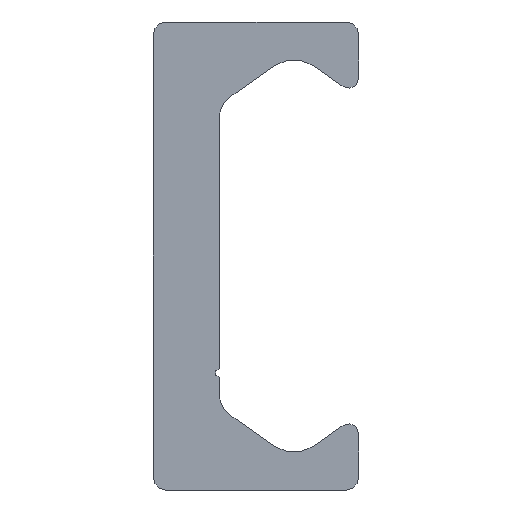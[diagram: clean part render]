
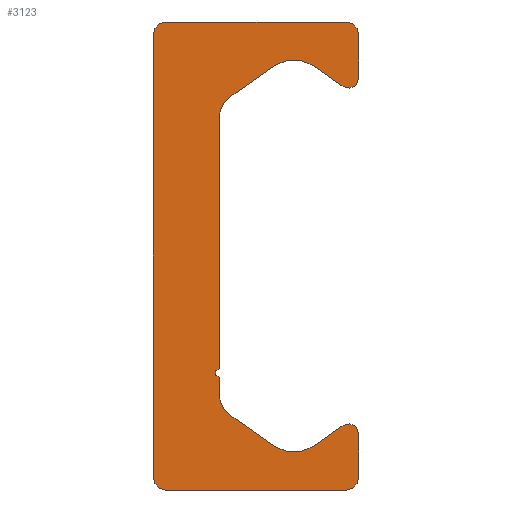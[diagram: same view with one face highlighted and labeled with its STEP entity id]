
A CAD part, left-side view. The second image highlights one B-rep face of the part: STEP entity #3123.
In plain terms, the highlighted planar face has unit normal (-1, 0, 0).
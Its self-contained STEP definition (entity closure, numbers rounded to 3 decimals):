
#2148=CARTESIAN_POINT('',(0.0,5.4,-14.));
#2149=VERTEX_POINT('',#2148);
#2156=CARTESIAN_POINT('',(0.0,6.15,-13.25));
#2157=VERTEX_POINT('',#2156);
#2158=CARTESIAN_POINT('',(0.0,5.4,-13.25));
#2159=DIRECTION('',(1.0,0.0,0.0));
#2160=DIRECTION('',(0.0,0.0,-1.0));
#2161=AXIS2_PLACEMENT_3D('',#2158,#2159,#2160);
#2162=CIRCLE('',#2161,0.75);
#2163=EDGE_CURVE('',#2149,#2157,#2162,.T.);
#2187=CARTESIAN_POINT('',(0.0,-5.4,-14.));
#2188=VERTEX_POINT('',#2187);
#2195=CARTESIAN_POINT('',(0.0,-5.4,-14.));
#2196=DIRECTION('',(0.0,1.0,0.0));
#2197=VECTOR('',#2196,10.8);
#2198=LINE('',#2195,#2197);
#2199=EDGE_CURVE('',#2188,#2149,#2198,.T.);
#2219=CARTESIAN_POINT('',(0.0,-6.15,-13.25));
#2220=VERTEX_POINT('',#2219);
#2227=CARTESIAN_POINT('',(0.0,-5.4,-13.25));
#2228=DIRECTION('',(1.0,0.0,0.0));
#2229=DIRECTION('',(0.0,-1.0,0.0));
#2230=AXIS2_PLACEMENT_3D('',#2227,#2228,#2229);
#2231=CIRCLE('',#2230,0.75);
#2232=EDGE_CURVE('',#2220,#2188,#2231,.T.);
#2251=CARTESIAN_POINT('',(0.0,-6.15,-10.63));
#2252=VERTEX_POINT('',#2251);
#2259=CARTESIAN_POINT('',(0.0,-6.15,-10.63));
#2260=DIRECTION('',(0.0,0.0,-1.0));
#2261=VECTOR('',#2260,2.62);
#2262=LINE('',#2259,#2261);
#2263=EDGE_CURVE('',#2252,#2220,#2262,.T.);
#2283=CARTESIAN_POINT('',(0.0,-5.206,-10.139));
#2284=VERTEX_POINT('',#2283);
#2291=CARTESIAN_POINT('',(0.0,-5.55,-10.63));
#2292=DIRECTION('',(1.0,0.0,0.0));
#2293=DIRECTION('',(0.0,0.574,0.819));
#2294=AXIS2_PLACEMENT_3D('',#2291,#2292,#2293);
#2295=CIRCLE('',#2294,0.6);
#2296=EDGE_CURVE('',#2284,#2252,#2295,.T.);
#2315=CARTESIAN_POINT('',(0.0,-3.417,-11.391));
#2316=VERTEX_POINT('',#2315);
#2323=CARTESIAN_POINT('',(0.0,-3.417,-11.391));
#2324=DIRECTION('',(0.0,-0.819,0.574));
#2325=VECTOR('',#2324,2.184);
#2326=LINE('',#2323,#2325);
#2327=EDGE_CURVE('',#2316,#2284,#2326,.T.);
#2347=CARTESIAN_POINT('',(0.0,-1.123,-11.391));
#2348=VERTEX_POINT('',#2347);
#2355=CARTESIAN_POINT('',(0.0,-2.27,-9.753));
#2356=DIRECTION('',(-1.0,0.0,0.0));
#2357=DIRECTION('',(0.0,0.574,0.819));
#2358=AXIS2_PLACEMENT_3D('',#2355,#2356,#2357);
#2359=CIRCLE('',#2358,2.0);
#2360=EDGE_CURVE('',#2348,#2316,#2359,.T.);
#2379=CARTESIAN_POINT('',(0.0,1.56,-9.512));
#2380=VERTEX_POINT('',#2379);
#2387=CARTESIAN_POINT('',(0.0,1.56,-9.512));
#2388=DIRECTION('',(0.0,-0.819,-0.574));
#2389=VECTOR('',#2388,3.276);
#2390=LINE('',#2387,#2389);
#2391=EDGE_CURVE('',#2380,#2348,#2390,.T.);
#2411=CARTESIAN_POINT('',(0.0,2.2,-8.283));
#2412=VERTEX_POINT('',#2411);
#2419=CARTESIAN_POINT('',(0.0,0.7,-8.283));
#2420=DIRECTION('',(-1.0,0.0,0.0));
#2421=DIRECTION('',(0.0,-0.574,0.819));
#2422=AXIS2_PLACEMENT_3D('',#2419,#2420,#2421);
#2423=CIRCLE('',#2422,1.5);
#2424=EDGE_CURVE('',#2412,#2380,#2423,.T.);
#2443=CARTESIAN_POINT('',(0.0,2.2,-7.25));
#2444=VERTEX_POINT('',#2443);
#2451=CARTESIAN_POINT('',(0.0,2.2,-7.25));
#2452=DIRECTION('',(0.0,0.0,-1.0));
#2453=VECTOR('',#2452,1.033);
#2454=LINE('',#2451,#2453);
#2455=EDGE_CURVE('',#2444,#2412,#2454,.T.);
#2475=CARTESIAN_POINT('',(0.0,2.2,-6.75));
#2476=VERTEX_POINT('',#2475);
#2483=CARTESIAN_POINT('',(0.0,2.2,-7.));
#2484=DIRECTION('',(-1.0,0.0,0.0));
#2485=DIRECTION('',(0.0,0.0,1.0));
#2486=AXIS2_PLACEMENT_3D('',#2483,#2484,#2485);
#2487=CIRCLE('',#2486,0.25);
#2488=EDGE_CURVE('',#2476,#2444,#2487,.T.);
#2507=CARTESIAN_POINT('',(0.0,2.2,8.283));
#2508=VERTEX_POINT('',#2507);
#2515=CARTESIAN_POINT('',(0.0,2.2,8.283));
#2516=DIRECTION('',(0.0,0.0,-1.0));
#2517=VECTOR('',#2516,15.033);
#2518=LINE('',#2515,#2517);
#2519=EDGE_CURVE('',#2508,#2476,#2518,.T.);
#2668=CARTESIAN_POINT('',(0.0,1.56,9.512));
#2669=VERTEX_POINT('',#2668);
#2676=CARTESIAN_POINT('',(0.0,0.7,8.283));
#2677=DIRECTION('',(-1.0,0.0,0.0));
#2678=DIRECTION('',(0.0,-1.0,0.0));
#2679=AXIS2_PLACEMENT_3D('',#2676,#2677,#2678);
#2680=CIRCLE('',#2679,1.5);
#2681=EDGE_CURVE('',#2669,#2508,#2680,.T.);
#2700=CARTESIAN_POINT('',(0.0,-1.123,11.391));
#2701=VERTEX_POINT('',#2700);
#2708=CARTESIAN_POINT('',(0.0,-1.123,11.391));
#2709=DIRECTION('',(0.0,0.819,-0.574));
#2710=VECTOR('',#2709,3.276);
#2711=LINE('',#2708,#2710);
#2712=EDGE_CURVE('',#2701,#2669,#2711,.T.);
#2732=CARTESIAN_POINT('',(0.0,-3.417,11.391));
#2733=VERTEX_POINT('',#2732);
#2740=CARTESIAN_POINT('',(0.0,-2.27,9.753));
#2741=DIRECTION('',(-1.0,0.0,0.0));
#2742=DIRECTION('',(0.0,-0.574,-0.819));
#2743=AXIS2_PLACEMENT_3D('',#2740,#2741,#2742);
#2744=CIRCLE('',#2743,2.0);
#2745=EDGE_CURVE('',#2733,#2701,#2744,.T.);
#2764=CARTESIAN_POINT('',(0.0,-5.206,10.139));
#2765=VERTEX_POINT('',#2764);
#2772=CARTESIAN_POINT('',(0.0,-5.206,10.139));
#2773=DIRECTION('',(0.0,0.819,0.574));
#2774=VECTOR('',#2773,2.184);
#2775=LINE('',#2772,#2774);
#2776=EDGE_CURVE('',#2765,#2733,#2775,.T.);
#2796=CARTESIAN_POINT('',(0.0,-6.15,10.63));
#2797=VERTEX_POINT('',#2796);
#2804=CARTESIAN_POINT('',(0.0,-5.55,10.63));
#2805=DIRECTION('',(1.0,0.0,0.0));
#2806=DIRECTION('',(0.0,-1.0,0.0));
#2807=AXIS2_PLACEMENT_3D('',#2804,#2805,#2806);
#2808=CIRCLE('',#2807,0.6);
#2809=EDGE_CURVE('',#2797,#2765,#2808,.T.);
#2828=CARTESIAN_POINT('',(0.0,-6.15,13.25));
#2829=VERTEX_POINT('',#2828);
#2836=CARTESIAN_POINT('',(0.0,-6.15,13.25));
#2837=DIRECTION('',(0.0,0.0,-1.0));
#2838=VECTOR('',#2837,2.62);
#2839=LINE('',#2836,#2838);
#2840=EDGE_CURVE('',#2829,#2797,#2839,.T.);
#2860=CARTESIAN_POINT('',(0.0,-5.4,14.));
#2861=VERTEX_POINT('',#2860);
#2868=CARTESIAN_POINT('',(0.0,-5.4,13.25));
#2869=DIRECTION('',(1.0,0.0,0.0));
#2870=DIRECTION('',(0.0,0.0,1.0));
#2871=AXIS2_PLACEMENT_3D('',#2868,#2869,#2870);
#2872=CIRCLE('',#2871,0.75);
#2873=EDGE_CURVE('',#2861,#2829,#2872,.T.);
#2892=CARTESIAN_POINT('',(0.0,5.4,14.));
#2893=VERTEX_POINT('',#2892);
#2900=CARTESIAN_POINT('',(0.0,5.4,14.));
#2901=DIRECTION('',(0.0,-1.0,0.0));
#2902=VECTOR('',#2901,10.8);
#2903=LINE('',#2900,#2902);
#2904=EDGE_CURVE('',#2893,#2861,#2903,.T.);
#2924=CARTESIAN_POINT('',(0.0,6.15,13.25));
#2925=VERTEX_POINT('',#2924);
#2932=CARTESIAN_POINT('',(0.0,5.4,13.25));
#2933=DIRECTION('',(1.0,0.0,0.0));
#2934=DIRECTION('',(0.0,1.0,0.0));
#2935=AXIS2_PLACEMENT_3D('',#2932,#2933,#2934);
#2936=CIRCLE('',#2935,0.75);
#2937=EDGE_CURVE('',#2925,#2893,#2936,.T.);
#2955=CARTESIAN_POINT('',(0.0,6.15,-13.25));
#2956=DIRECTION('',(0.0,0.0,1.0));
#2957=VECTOR('',#2956,26.5);
#2958=LINE('',#2955,#2957);
#2959=EDGE_CURVE('',#2157,#2925,#2958,.T.);
#3094=CARTESIAN_POINT('',(0.0,1.352,-0.021));
#3095=DIRECTION('',(1.0,0.0,0.0));
#3096=DIRECTION('',(0.0,0.0,-1.0));
#3097=AXIS2_PLACEMENT_3D('',#3094,#3095,#3096);
#3098=PLANE('',#3097);
#3099=ORIENTED_EDGE('',*,*,#2959,.F.);
#3100=ORIENTED_EDGE('',*,*,#2163,.F.);
#3101=ORIENTED_EDGE('',*,*,#2199,.F.);
#3102=ORIENTED_EDGE('',*,*,#2232,.F.);
#3103=ORIENTED_EDGE('',*,*,#2263,.F.);
#3104=ORIENTED_EDGE('',*,*,#2296,.F.);
#3105=ORIENTED_EDGE('',*,*,#2327,.F.);
#3106=ORIENTED_EDGE('',*,*,#2360,.F.);
#3107=ORIENTED_EDGE('',*,*,#2391,.F.);
#3108=ORIENTED_EDGE('',*,*,#2424,.F.);
#3109=ORIENTED_EDGE('',*,*,#2455,.F.);
#3110=ORIENTED_EDGE('',*,*,#2488,.F.);
#3111=ORIENTED_EDGE('',*,*,#2519,.F.);
#3112=ORIENTED_EDGE('',*,*,#2681,.F.);
#3113=ORIENTED_EDGE('',*,*,#2712,.F.);
#3114=ORIENTED_EDGE('',*,*,#2745,.F.);
#3115=ORIENTED_EDGE('',*,*,#2776,.F.);
#3116=ORIENTED_EDGE('',*,*,#2809,.F.);
#3117=ORIENTED_EDGE('',*,*,#2840,.F.);
#3118=ORIENTED_EDGE('',*,*,#2873,.F.);
#3119=ORIENTED_EDGE('',*,*,#2904,.F.);
#3120=ORIENTED_EDGE('',*,*,#2937,.F.);
#3121=EDGE_LOOP('',(#3099,#3100,#3101,#3102,#3103,#3104,#3105,#3106,#3107,#3108,#3109,#3110,#3111,#3112,#3113,#3114,#3115,#3116,#3117,#3118,#3119,#3120));
#3122=FACE_OUTER_BOUND('',#3121,.T.);
#3123=ADVANCED_FACE('',(#3122),#3098,.F.);
